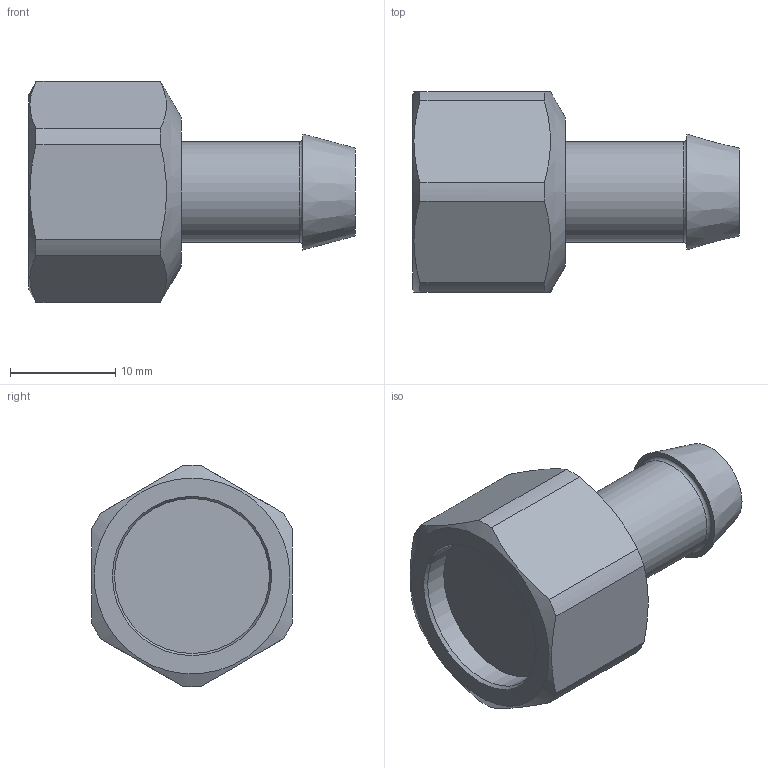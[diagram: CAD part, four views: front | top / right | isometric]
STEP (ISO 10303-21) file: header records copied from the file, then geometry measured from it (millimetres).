
FILE_DESCRIPTION(/* description */ ('Unknown'),/* implementation_level */ '2;1');
FILE_NAME(/* name */ '040003590',/* time_stamp */ '2020-10-06T08:13:19+02:00',/* author */ ('Unknown'),/* organization */ ('Unknown'),/* preprocessor_version */ 'ST-DEVELOPER v16.7',/* originating_system */ 'Solid Edge',/* authorisation */ 'Unknown');
FILE_SCHEMA (('AUTOMOTIVE_DESIGN {1 0 10303 214 3 1 1}'));
Length unit declared in the file: millimetre
Products named in the file (1): 04-3590_Adapter_Dosierventil
Bounding box: 31 x 19 x 21 mm (x, y, z)
Volume: 4862.5 mm3; surface area: 2306.9 mm2
Topology: 1 solids, 1 shells, 26 faces, 60 edges, 40 vertices
Faces by surface type: plane 12, cylinder 9, cone 4, torus 1
Full cylindrical faces by diameter (mm): 4 x1, 9.5 x1, 14.7 x1
Entity records: 726 total; most frequent: CARTESIAN_POINT 159, DIRECTION 114, ORIENTED_EDGE 96, AXIS2_PLACEMENT_3D 51, EDGE_CURVE 48, EDGE_LOOP 38, FACE_BOUND 38, VERTEX_POINT 36
